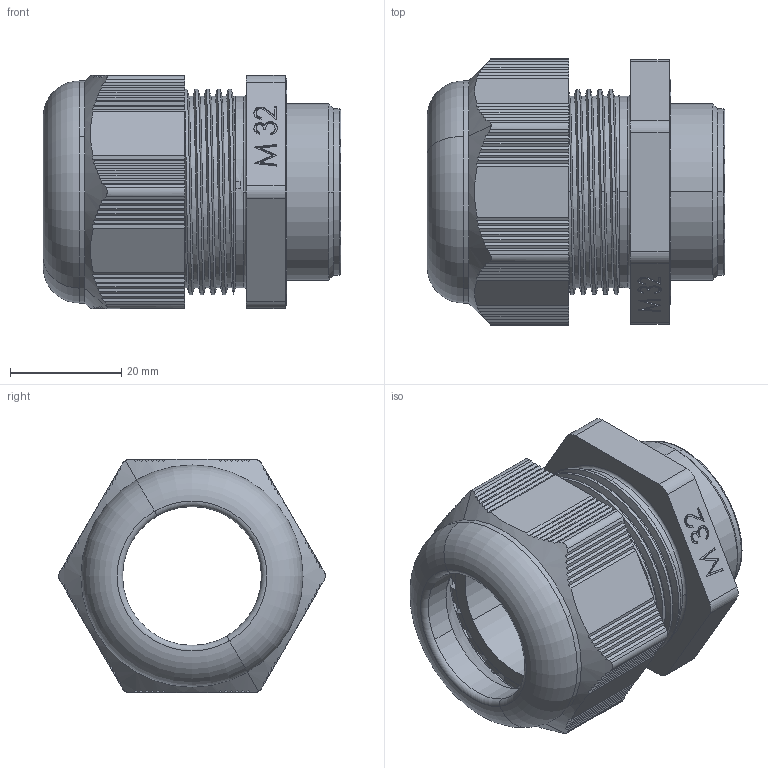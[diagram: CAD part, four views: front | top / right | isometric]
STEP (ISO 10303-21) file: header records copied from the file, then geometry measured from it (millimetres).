
FILE_DESCRIPTION(('Creo Elements/Direct Modeling STEP Export'),'2;1');
FILE_NAME('0lndrp34e9mqh604572','2017-12-19T13:42:09',(''),(''),'PTC Creo Elements/Direct Modeling STEP processor for AP214 (Solid Model)','PTC Creo Elements/Direct Modeling 19.0E 27-Jun-2016 (C) Parametric Technology GmbH','');
FILE_SCHEMA(('AUTOMOTIVE_DESIGN { 1 0 10303 214 1 1 1 1 }'));
Length unit declared in the file: millimetre
Products named in the file (4): G7X32420; D9029800; G7X29000; AS_M32I
Assembly tree (3 placements, depth 2):
  AS_M32I
    G7X29000
    D9029800
    G7X32420
Bounding box: 53.6 x 48.03 x 42 mm (x, y, z)
Volume: 33491.9 mm3; surface area: 24467 mm2
Topology: 3 solids, 3 shells, 548 faces, 1590 edges, 1056 vertices
Faces by surface type: plane 284, cylinder 143, torus 48, cone 40, bspline 33
Entity records: 31658 total; most frequent: CARTESIAN_POINT 18299, ORIENTED_EDGE 3180, DIRECTION 2286, EDGE_CURVE 1590, VERTEX_POINT 1056, AXIS2_PLACEMENT_3D 765, VECTOR 756, LINE 756
